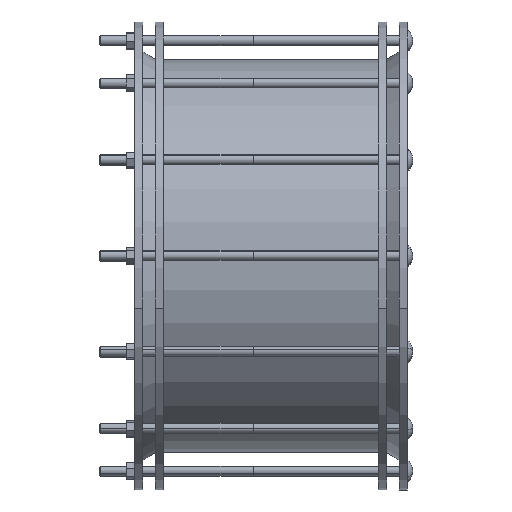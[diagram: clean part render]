
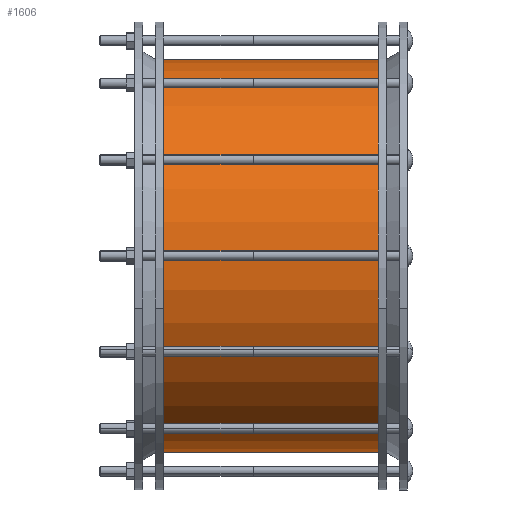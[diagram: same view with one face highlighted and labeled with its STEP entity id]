
A CAD part, left-side view. The second image highlights one B-rep face of the part: STEP entity #1606.
In plain terms, the highlighted cylindrical face has radius 194.31 mm (diameter 388.62 mm), a partial arc.
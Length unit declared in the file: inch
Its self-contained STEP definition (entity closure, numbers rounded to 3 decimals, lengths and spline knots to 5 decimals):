
#66 = CARTESIAN_POINT ( 'NONE',  ( 0., 9.5, 0. ) ) ;
#102 = EDGE_CURVE ( 'NONE', #934, #5493, #1885, .T. ) ;
#149 = AXIS2_PLACEMENT_3D ( 'NONE', #6031, #5535, #1066 ) ;
#357 = DIRECTION ( 'NONE',  ( 0., -1., 0. ) ) ;
#397 = ORIENTED_EDGE ( 'NONE', *, *, #3919, .F. ) ;
#560 = CARTESIAN_POINT ( 'NONE',  ( 0., 0., -7.65 ) ) ;
#640 = ORIENTED_EDGE ( 'NONE', *, *, #102, .T. ) ;
#934 = VERTEX_POINT ( 'NONE', #2370 ) ;
#1066 = DIRECTION ( 'NONE',  ( 0., 0., -1. ) ) ;
#1463 = AXIS2_PLACEMENT_3D ( 'NONE', #3813, #357, #1733 ) ;
#1606 = ADVANCED_FACE ( 'NONE', ( #2210 ), #6197, .T. ) ;
#1733 = DIRECTION ( 'NONE',  ( 0., 0., -1. ) ) ;
#1811 = ORIENTED_EDGE ( 'NONE', *, *, #5213, .F. ) ;
#1885 = CIRCLE ( 'NONE', #4163, 7.65 ) ;
#1895 = DIRECTION ( 'NONE',  ( 0., -1., 0. ) ) ;
#2055 = DIRECTION ( 'NONE',  ( 0., 0., -1. ) ) ;
#2088 = EDGE_CURVE ( 'NONE', #5493, #6058, #5103, .T. ) ;
#2210 = FACE_OUTER_BOUND ( 'NONE', #3392, .T. ) ;
#2245 = VECTOR ( 'NONE', #1895, 39.37008 ) ;
#2280 = CARTESIAN_POINT ( 'NONE',  ( 0., 0.5, 7.65 ) ) ;
#2370 = CARTESIAN_POINT ( 'NONE',  ( 0., 9.5, 7.65 ) ) ;
#2371 = CARTESIAN_POINT ( 'NONE',  ( 0., 0., 7.65 ) ) ;
#2667 = DIRECTION ( 'NONE',  ( 0., -1., 0. ) ) ;
#3392 = EDGE_LOOP ( 'NONE', ( #1811, #640, #5108, #397 ) ) ;
#3813 = CARTESIAN_POINT ( 'NONE',  ( 0., 0., 0. ) ) ;
#3880 = VECTOR ( 'NONE', #4112, 39.37008 ) ;
#3919 = EDGE_CURVE ( 'NONE', #4704, #6058, #5886, .T. ) ;
#4112 = DIRECTION ( 'NONE',  ( 0., -1., 0. ) ) ;
#4163 = AXIS2_PLACEMENT_3D ( 'NONE', #66, #2667, #2055 ) ;
#4704 = VERTEX_POINT ( 'NONE', #2280 ) ;
#5103 = LINE ( 'NONE', #560, #3880 ) ;
#5108 = ORIENTED_EDGE ( 'NONE', *, *, #2088, .T. ) ;
#5213 = EDGE_CURVE ( 'NONE', #934, #4704, #6361, .T. ) ;
#5228 = CARTESIAN_POINT ( 'NONE',  ( 0., 9.5, -7.65 ) ) ;
#5493 = VERTEX_POINT ( 'NONE', #5228 ) ;
#5535 = DIRECTION ( 'NONE',  ( 0., -1., 0. ) ) ;
#5539 = CARTESIAN_POINT ( 'NONE',  ( 0., 0.5, -7.65 ) ) ;
#5886 = CIRCLE ( 'NONE', #149, 7.65 ) ;
#6031 = CARTESIAN_POINT ( 'NONE',  ( 0., 0.5, 0. ) ) ;
#6058 = VERTEX_POINT ( 'NONE', #5539 ) ;
#6197 = CYLINDRICAL_SURFACE ( 'NONE', #1463, 7.65 ) ;
#6361 = LINE ( 'NONE', #2371, #2245 ) ;
